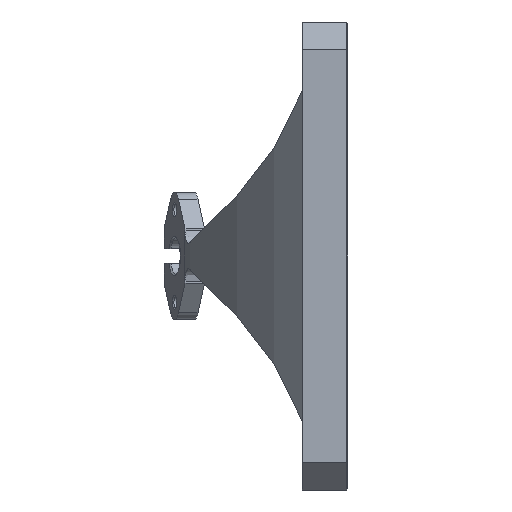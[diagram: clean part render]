
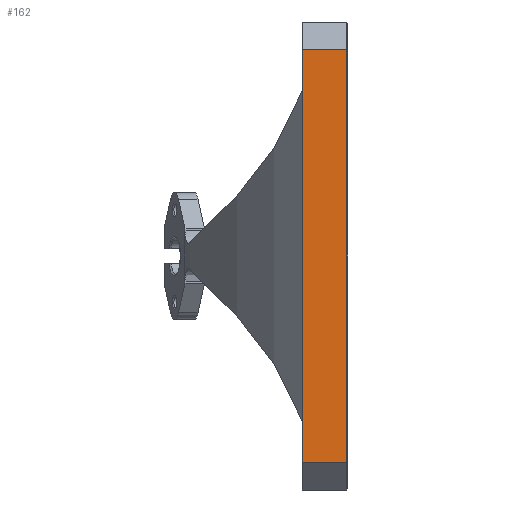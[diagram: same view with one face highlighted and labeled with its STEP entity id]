
A CAD part, left-side view. The second image highlights one B-rep face of the part: STEP entity #162.
In plain terms, the highlighted planar face has unit normal (-1, 0, 0).
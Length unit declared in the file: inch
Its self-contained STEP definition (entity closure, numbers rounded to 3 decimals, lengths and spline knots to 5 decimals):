
#117 = VERTEX_POINT ( 'NONE', #608 ) ;
#130 = DIRECTION ( 'NONE',  ( 0., 0., -1. ) ) ;
#140 = VECTOR ( 'NONE', #2097, 39.37008 ) ;
#162 = ADVANCED_FACE ( 'NONE', ( #445 ), #1553, .F. ) ;
#193 = EDGE_CURVE ( 'NONE', #2118, #1211, #1756, .T. ) ;
#445 = FACE_OUTER_BOUND ( 'NONE', #1725, .T. ) ;
#568 = CARTESIAN_POINT ( 'NONE',  ( -3.93701, -0.46213, 5.05286 ) ) ;
#608 = CARTESIAN_POINT ( 'NONE',  ( -3.93701, -0.46213, 4.46231 ) ) ;
#778 = CARTESIAN_POINT ( 'NONE',  ( -3.93701, 0.49213, 4.46231 ) ) ;
#797 = VECTOR ( 'NONE', #927, 39.37008 ) ;
#816 = CARTESIAN_POINT ( 'NONE',  ( -3.93701, 0.49213, 5.05286 ) ) ;
#873 = VECTOR ( 'NONE', #1605, 39.37008 ) ;
#927 = DIRECTION ( 'NONE',  ( 0., 0., 1. ) ) ;
#1045 = VECTOR ( 'NONE', #130, 39.37008 ) ;
#1141 = CARTESIAN_POINT ( 'NONE',  ( -3.93701, 0.49213, 4.46231 ) ) ;
#1211 = VERTEX_POINT ( 'NONE', #2287 ) ;
#1257 = LINE ( 'NONE', #1264, #1045 ) ;
#1264 = CARTESIAN_POINT ( 'NONE',  ( -3.93701, 0.49213, 5.05286 ) ) ;
#1328 = LINE ( 'NONE', #1141, #140 ) ;
#1391 = DIRECTION ( 'NONE',  ( 1., 0., 0. ) ) ;
#1409 = ORIENTED_EDGE ( 'NONE', *, *, #2491, .T. ) ;
#1428 = CARTESIAN_POINT ( 'NONE',  ( -3.93701, -0.46213, -4.46231 ) ) ;
#1443 = ORIENTED_EDGE ( 'NONE', *, *, #1817, .T. ) ;
#1458 = EDGE_CURVE ( 'NONE', #117, #1482, #1328, .T. ) ;
#1482 = VERTEX_POINT ( 'NONE', #778 ) ;
#1553 = PLANE ( 'NONE',  #2279 ) ;
#1605 = DIRECTION ( 'NONE',  ( 0., 1., 0. ) ) ;
#1725 = EDGE_LOOP ( 'NONE', ( #2497, #1443, #2474, #1409 ) ) ;
#1756 = LINE ( 'NONE', #1795, #873 ) ;
#1795 = CARTESIAN_POINT ( 'NONE',  ( -3.93701, 0.49213, -4.46231 ) ) ;
#1817 = EDGE_CURVE ( 'NONE', #2118, #117, #2058, .T. ) ;
#1938 = DIRECTION ( 'NONE',  ( 0., 1., 0. ) ) ;
#2058 = LINE ( 'NONE', #568, #797 ) ;
#2097 = DIRECTION ( 'NONE',  ( 0., 1., 0. ) ) ;
#2118 = VERTEX_POINT ( 'NONE', #1428 ) ;
#2279 = AXIS2_PLACEMENT_3D ( 'NONE', #816, #1391, #1938 ) ;
#2287 = CARTESIAN_POINT ( 'NONE',  ( -3.93701, 0.49213, -4.46231 ) ) ;
#2474 = ORIENTED_EDGE ( 'NONE', *, *, #1458, .T. ) ;
#2491 = EDGE_CURVE ( 'NONE', #1482, #1211, #1257, .T. ) ;
#2497 = ORIENTED_EDGE ( 'NONE', *, *, #193, .F. ) ;
